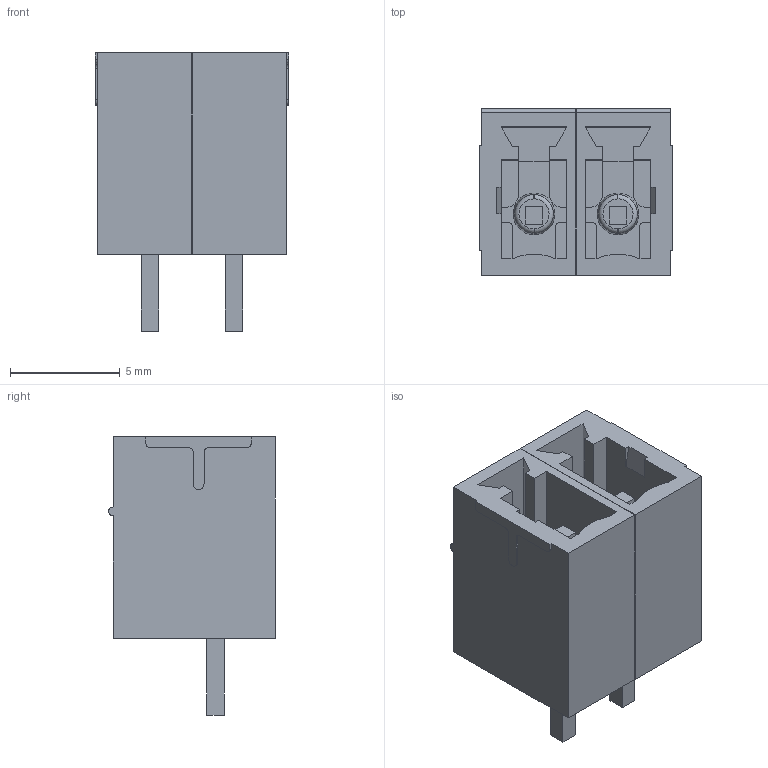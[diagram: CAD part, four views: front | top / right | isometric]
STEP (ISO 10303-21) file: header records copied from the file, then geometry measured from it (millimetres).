
FILE_DESCRIPTION(('STEP AP214'),'1');
FILE_NAME('20020107d021b01lf.stp','2014-11-03T13:33:18',('TraceParts'),('TraceParts S.A.'),'XStep 1.0',' ',' ');
FILE_SCHEMA(('automotive_design'));
Length unit declared in the file: millimetre
Products named in the file (2): 20020107-D02_ASM|Next assembly relationship;20020107-D-LEM; 20020107-D02_ASM|Next assembly relationship;20020107-D-REM
Bounding box: 8.81 x 7.6 x 12.7 mm (x, y, z)
Volume: 354.1 mm3; surface area: 979.5 mm2
Topology: 2 solids, 2 shells, 148 faces, 396 edges, 260 vertices
Faces by surface type: plane 108, cylinder 28, torus 8, cone 4
Entity records: 4614 total; most frequent: CARTESIAN_POINT 806, ORIENTED_EDGE 792, DIRECTION 776, EDGE_CURVE 396, LINE 316, VECTOR 316, VERTEX_POINT 260, AXIS2_PLACEMENT_3D 230
